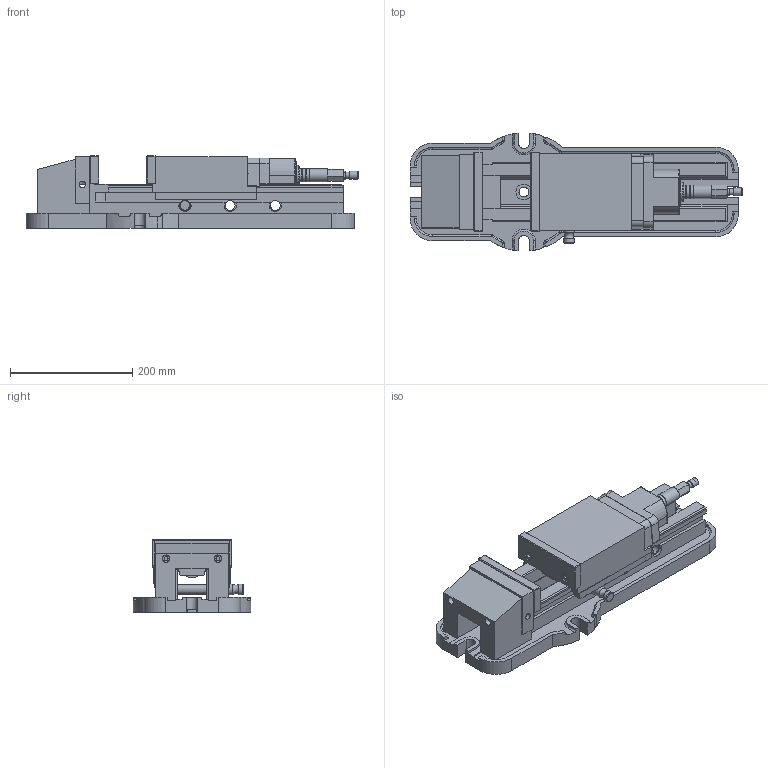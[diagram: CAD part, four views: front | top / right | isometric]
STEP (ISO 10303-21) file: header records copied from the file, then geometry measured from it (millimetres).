
FILE_DESCRIPTION(/* description */ (''),/* implementation_level */ '2;1');
FILE_NAME(/* name */ '3HPP-50.stp',/* time_stamp */ '2015-09-16T08:48:49+08:00',/* author */ ('user'),/* organization */ (''),/* preprocessor_version */ 'ST-DEVELOPER v15.2',/* originating_system */ 'Autodesk Inventor 2014',/* authorisation */ '');
FILE_SCHEMA (('AUTOMOTIVE_DESIGN','AUTOMOTIVE_DESIGN { 1 0 10303 214 3 1 1 }'));
Length unit declared in the file: millimetre
Products named in the file (16): HP50 - 本座(底部未畫); HP503 - 鉗口; HP504 - 移動板; HP506 - 軸承蓋; HP509 - 內螺桿; HP507 - 鎖銷; HP511 - 子螺桿; HP619 - 押送螺桿停止塊; HPP505-壓板; ANSI B18.3.1M - M8x1.25 x 16(1); ANSI B18.3.1M - M8x1.25 x 20(1); HP525 - 注油栓; HP426 - 注油栓之二; HP423 - 油壓切換閥; HP422 - 彈簧調整螺絲; HPP-50
Bounding box: 544 x 193.16 x 119 mm (x, y, z)
Volume: 4013070.4 mm3; surface area: 611051.3 mm2
Topology: 22 solids, 22 shells, 788 faces, 1927 edges, 1219 vertices
Faces by surface type: plane 423, cylinder 225, cone 105, torus 34, sphere 1
Full cylindrical faces by diameter (mm): 2.459 x2, 2.5 x1, 2.8 x1, 4.15 x1, 5 x13, 5.1 x1, 5.2 x8, 5.4 x1, 6.401 x2, 6.5 x6, 6.8 x8, 7 x2, 8 x7, 8.5 x1, 9 x9, 9.8 x1, 10 x6, 10.5 x1, 10.592 x2, 10.8 x8, 11 x1, 12 x2, 12.3 x1, 12.7 x1, 13 x7, 14 x7, 14.5 x1, 16 x9, 17.5 x2, 18 x1
Entity records: 19358 total; most frequent: CARTESIAN_POINT 3734, DIRECTION 3304, ORIENTED_EDGE 2864, EDGE_CURVE 1432, AXIS2_PLACEMENT_3D 1227, VERTEX_POINT 1018, EDGE_LOOP 946, LINE 850
